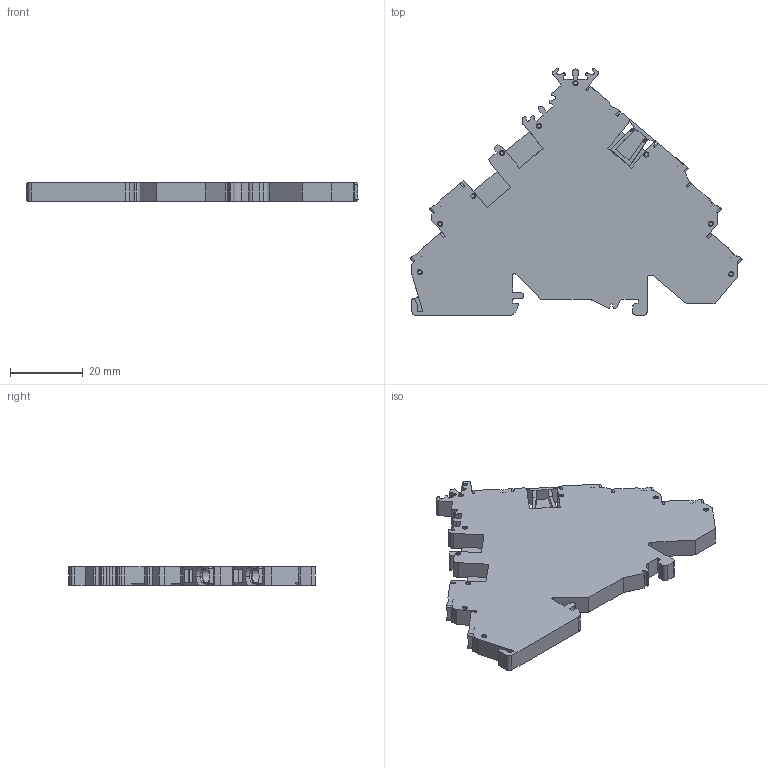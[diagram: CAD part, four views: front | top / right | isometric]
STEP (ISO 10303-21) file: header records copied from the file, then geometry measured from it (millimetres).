
FILE_DESCRIPTION((''),'2;1');
FILE_NAME('PRT0002','2023-11-21T',('dell'),(''),'PRO/ENGINEER BY PARAMETRIC TECHNOLOGY CORPORATION, 2013230','PRO/ENGINEER BY PARAMETRIC TECHNOLOGY CORPORATION, 2013230','');
FILE_SCHEMA(('AUTOMOTIVE_DESIGN { 1 0 10303 214 1 1 1 1 }'));
Length unit declared in the file: millimetre
Products named in the file (1): PRT0002
Bounding box: 91.48 x 68 x 5 mm (x, y, z)
Volume: 16601.9 mm3; surface area: 10905.3 mm2
Topology: 1 solids, 17 shells, 697 faces, 1867 edges, 1205 vertices
Faces by surface type: plane 438, cylinder 164, cone 82, bspline 13
Entity records: 23722 total; most frequent: CARTESIAN_POINT 5125, ORIENTED_EDGE 3734, DIRECTION 3494, EDGE_CURVE 1867, VECTOR 1270, LINE 1270, VERTEX_POINT 1205, AXIS2_PLACEMENT_3D 1112
